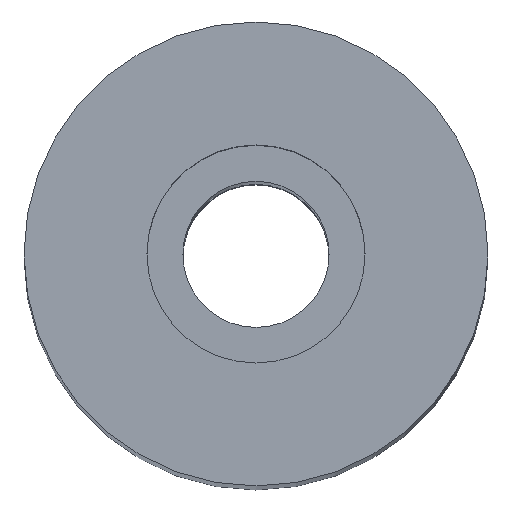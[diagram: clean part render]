
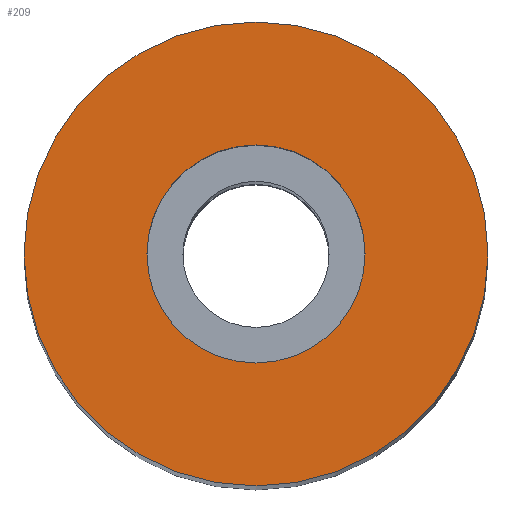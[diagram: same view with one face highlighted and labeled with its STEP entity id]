
A CAD part, top view. The second image highlights one B-rep face of the part: STEP entity #209.
In plain terms, the highlighted planar face has unit normal (0, 0, 1).
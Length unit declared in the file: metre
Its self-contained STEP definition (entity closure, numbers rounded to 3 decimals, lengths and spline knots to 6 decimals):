
#13=PLANE('',#247);
#60=ORIENTED_EDGE('',*,*,#112,.F.);
#61=ORIENTED_EDGE('',*,*,#110,.T.);
#110=EDGE_CURVE('',#136,#136,#149,.T.);
#112=EDGE_CURVE('',#138,#138,#151,.T.);
#136=VERTEX_POINT('',#360);
#138=VERTEX_POINT('',#365);
#149=CIRCLE('',#245,0.005);
#151=CIRCLE('',#248,0.00235);
#162=EDGE_LOOP('',(#60));
#163=EDGE_LOOP('',(#61));
#185=FACE_BOUND('',#162,.T.);
#186=FACE_BOUND('',#163,.T.);
#209=ADVANCED_FACE('',(#185,#186),#13,.T.);
#245=AXIS2_PLACEMENT_3D('',#359,#290,#291);
#247=AXIS2_PLACEMENT_3D('',#363,#294,#295);
#248=AXIS2_PLACEMENT_3D('',#364,#296,#297);
#290=DIRECTION('',(0.,0.,1.));
#291=DIRECTION('',(1.,0.,0.));
#294=DIRECTION('',(0.,0.,1.));
#295=DIRECTION('',(1.,0.,0.));
#296=DIRECTION('',(0.,0.,1.));
#297=DIRECTION('',(1.,0.,0.));
#359=CARTESIAN_POINT('',(0.,0.,0.05));
#360=CARTESIAN_POINT('',(0.005,0.,0.05));
#363=CARTESIAN_POINT('',(0.,0.,0.05));
#364=CARTESIAN_POINT('',(0.,0.,0.05));
#365=CARTESIAN_POINT('',(0.00235,0.,0.05));
